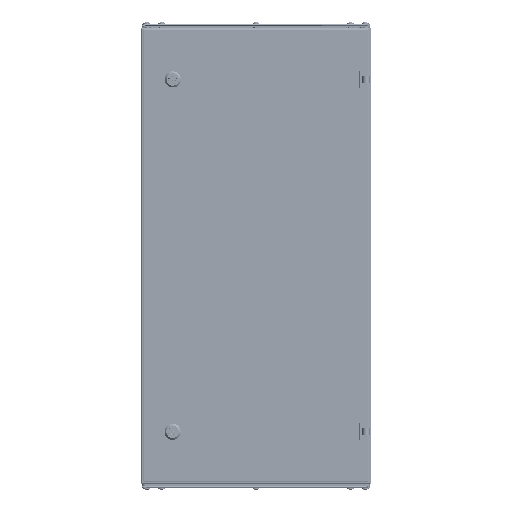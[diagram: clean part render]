
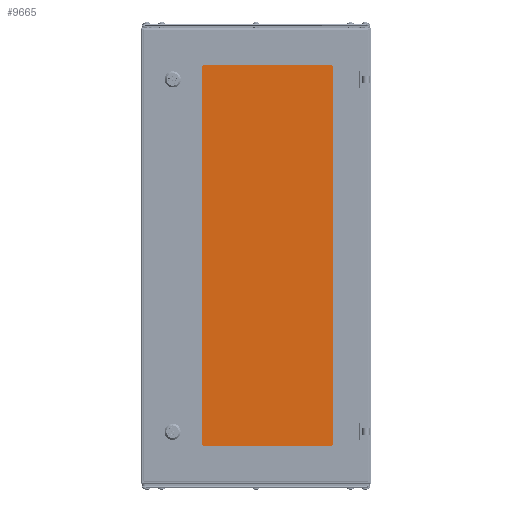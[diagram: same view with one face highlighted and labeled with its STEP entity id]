
A CAD part, top view. The second image highlights one B-rep face of the part: STEP entity #9665.
In plain terms, the highlighted planar face has unit normal (0, 0, 1).
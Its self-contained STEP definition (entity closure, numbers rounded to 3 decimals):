
#147 = LINE ( 'NONE', #73624, #7609 ) ;
#400 = CARTESIAN_POINT ( 'NONE',  ( -117.75, -335.5, 4. ) ) ;
#969 = AXIS2_PLACEMENT_3D ( 'NONE', #56557, #18628, #66614 ) ;
#2324 = EDGE_CURVE ( 'NONE', #14386, #46031, #147, .T. ) ;
#3648 = CARTESIAN_POINT ( 'NONE',  ( 117.75, -335.5, 4. ) ) ;
#4320 = VECTOR ( 'NONE', #54338, 1000. ) ;
#7197 = CIRCLE ( 'NONE', #23992, 10. ) ;
#7405 = CARTESIAN_POINT ( 'NONE',  ( 117.75, 345.5, 4. ) ) ;
#7609 = VECTOR ( 'NONE', #13731, 1000. ) ;
#8883 = DIRECTION ( 'NONE',  ( 0., -1., 0. ) ) ;
#9665 = ADVANCED_FACE ( 'NONE', ( #78489 ), #38423, .F. ) ;
#10168 = CARTESIAN_POINT ( 'NONE',  ( -127.75, -345.5, 4. ) ) ;
#11519 = DIRECTION ( 'NONE',  ( -1., 0., 0. ) ) ;
#11950 = DIRECTION ( 'NONE',  ( 0., 0., 1. ) ) ;
#12100 = EDGE_CURVE ( 'NONE', #45850, #62100, #27439, .T. ) ;
#13731 = DIRECTION ( 'NONE',  ( -1., 0., 0. ) ) ;
#14386 = VERTEX_POINT ( 'NONE', #7405 ) ;
#14431 = EDGE_CURVE ( 'NONE', #49458, #65323, #77551, .T. ) ;
#15358 = VERTEX_POINT ( 'NONE', #80833 ) ;
#15668 = DIRECTION ( 'NONE',  ( 0., 0., -1. ) ) ;
#16317 = LINE ( 'NONE', #10168, #58649 ) ;
#16471 = CARTESIAN_POINT ( 'NONE',  ( 127.75, 335.5, 4. ) ) ;
#18628 = DIRECTION ( 'NONE',  ( 0., 0., 1. ) ) ;
#19701 = DIRECTION ( 'NONE',  ( 0., 0., 1. ) ) ;
#22130 = AXIS2_PLACEMENT_3D ( 'NONE', #3648, #11950, #11519 ) ;
#23992 = AXIS2_PLACEMENT_3D ( 'NONE', #59801, #19701, #39953 ) ;
#26384 = EDGE_LOOP ( 'NONE', ( #60886, #29792, #38289, #33131, #81484, #76714, #66813, #83272 ) ) ;
#26387 = CARTESIAN_POINT ( 'NONE',  ( -127.75, 335.5, 4. ) ) ;
#27439 = LINE ( 'NONE', #74543, #4320 ) ;
#28215 = AXIS2_PLACEMENT_3D ( 'NONE', #69428, #15668, #45043 ) ;
#28524 = EDGE_CURVE ( 'NONE', #15358, #45850, #40261, .T. ) ;
#29792 = ORIENTED_EDGE ( 'NONE', *, *, #28524, .T. ) ;
#33131 = ORIENTED_EDGE ( 'NONE', *, *, #82694, .T. ) ;
#38064 = CARTESIAN_POINT ( 'NONE',  ( -117.75, -345.5, 4. ) ) ;
#38289 = ORIENTED_EDGE ( 'NONE', *, *, #12100, .T. ) ;
#38423 = PLANE ( 'NONE',  #28215 ) ;
#39953 = DIRECTION ( 'NONE',  ( -1., 0., 0. ) ) ;
#40261 = CIRCLE ( 'NONE', #22130, 10. ) ;
#45043 = DIRECTION ( 'NONE',  ( -1., 0., 0. ) ) ;
#45557 = EDGE_CURVE ( 'NONE', #46031, #61337, #7197, .T. ) ;
#45850 = VERTEX_POINT ( 'NONE', #86968 ) ;
#45926 = CIRCLE ( 'NONE', #969, 10. ) ;
#46031 = VERTEX_POINT ( 'NONE', #62283 ) ;
#47464 = DIRECTION ( 'NONE',  ( 0., 0., 1. ) ) ;
#49458 = VERTEX_POINT ( 'NONE', #66673 ) ;
#52284 = AXIS2_PLACEMENT_3D ( 'NONE', #400, #47464, #57105 ) ;
#54338 = DIRECTION ( 'NONE',  ( 0., 1., 0. ) ) ;
#56557 = CARTESIAN_POINT ( 'NONE',  ( 117.75, 335.5, 4. ) ) ;
#57105 = DIRECTION ( 'NONE',  ( -1., 0., 0. ) ) ;
#58649 = VECTOR ( 'NONE', #8883, 1000. ) ;
#59559 = LINE ( 'NONE', #62994, #73793 ) ;
#59801 = CARTESIAN_POINT ( 'NONE',  ( -117.75, 335.5, 4. ) ) ;
#60886 = ORIENTED_EDGE ( 'NONE', *, *, #66084, .T. ) ;
#61337 = VERTEX_POINT ( 'NONE', #26387 ) ;
#61775 = EDGE_CURVE ( 'NONE', #61337, #49458, #16317, .T. ) ;
#62100 = VERTEX_POINT ( 'NONE', #16471 ) ;
#62283 = CARTESIAN_POINT ( 'NONE',  ( -117.75, 345.5, 4. ) ) ;
#62994 = CARTESIAN_POINT ( 'NONE',  ( -127.75, -345.5, 4. ) ) ;
#65323 = VERTEX_POINT ( 'NONE', #38064 ) ;
#66084 = EDGE_CURVE ( 'NONE', #65323, #15358, #59559, .T. ) ;
#66614 = DIRECTION ( 'NONE',  ( -1., 0., 0. ) ) ;
#66673 = CARTESIAN_POINT ( 'NONE',  ( -127.75, -335.5, 4. ) ) ;
#66813 = ORIENTED_EDGE ( 'NONE', *, *, #61775, .T. ) ;
#69428 = CARTESIAN_POINT ( 'NONE',  ( 0., 0., 4. ) ) ;
#73624 = CARTESIAN_POINT ( 'NONE',  ( -127.75, 345.5, 4. ) ) ;
#73793 = VECTOR ( 'NONE', #82390, 1000. ) ;
#74543 = CARTESIAN_POINT ( 'NONE',  ( 127.75, -345.5, 4. ) ) ;
#76714 = ORIENTED_EDGE ( 'NONE', *, *, #45557, .T. ) ;
#77551 = CIRCLE ( 'NONE', #52284, 10. ) ;
#78489 = FACE_OUTER_BOUND ( 'NONE', #26384, .T. ) ;
#80833 = CARTESIAN_POINT ( 'NONE',  ( 117.75, -345.5, 4. ) ) ;
#81484 = ORIENTED_EDGE ( 'NONE', *, *, #2324, .T. ) ;
#82390 = DIRECTION ( 'NONE',  ( 1., 0., 0. ) ) ;
#82694 = EDGE_CURVE ( 'NONE', #62100, #14386, #45926, .T. ) ;
#83272 = ORIENTED_EDGE ( 'NONE', *, *, #14431, .T. ) ;
#86968 = CARTESIAN_POINT ( 'NONE',  ( 127.75, -335.5, 4. ) ) ;
